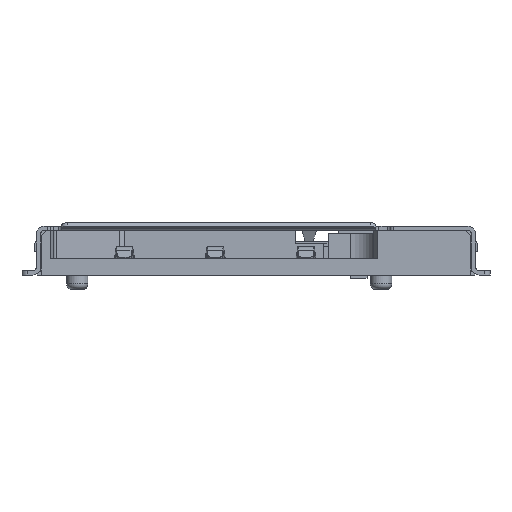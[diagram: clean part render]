
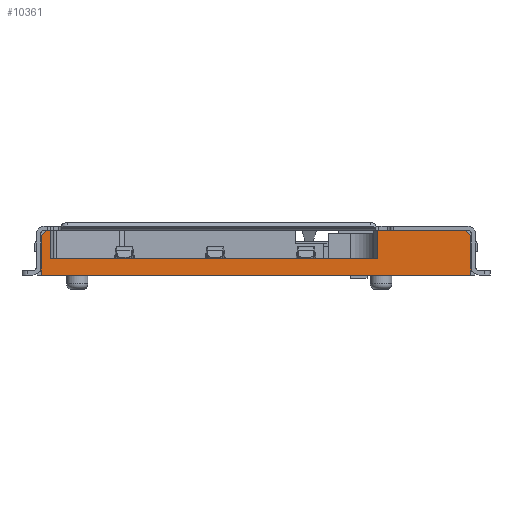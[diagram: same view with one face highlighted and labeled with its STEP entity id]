
A CAD part, front view. The second image highlights one B-rep face of the part: STEP entity #10361.
In plain terms, the highlighted planar face has unit normal (0, -1, 0).
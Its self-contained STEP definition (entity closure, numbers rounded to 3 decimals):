
#1075=ORIENTED_EDGE('',*,*,#4041,.T.);
#1076=ORIENTED_EDGE('',*,*,#4042,.T.);
#1077=ORIENTED_EDGE('',*,*,#3753,.F.);
#1078=ORIENTED_EDGE('',*,*,#3778,.T.);
#1079=ORIENTED_EDGE('',*,*,#4029,.T.);
#1080=ORIENTED_EDGE('',*,*,#3906,.T.);
#1081=ORIENTED_EDGE('',*,*,#4025,.F.);
#1082=ORIENTED_EDGE('',*,*,#3792,.T.);
#1083=ORIENTED_EDGE('',*,*,#3700,.F.);
#1084=ORIENTED_EDGE('',*,*,#4043,.T.);
#3700=EDGE_CURVE('',#5247,#5248,#6278,.T.);
#3753=EDGE_CURVE('',#5299,#5300,#6328,.T.);
#3778=EDGE_CURVE('',#5299,#5317,#6353,.T.);
#3792=EDGE_CURVE('',#5327,#5248,#6367,.T.);
#3906=EDGE_CURVE('',#5417,#5416,#6464,.T.);
#4025=EDGE_CURVE('',#5327,#5416,#6559,.T.);
#4029=EDGE_CURVE('',#5317,#5417,#6563,.T.);
#4041=EDGE_CURVE('',#5507,#5508,#6575,.T.);
#4042=EDGE_CURVE('',#5508,#5300,#6576,.T.);
#4043=EDGE_CURVE('',#5247,#5507,#6577,.T.);
#5247=VERTEX_POINT('',#14801);
#5248=VERTEX_POINT('',#14803);
#5299=VERTEX_POINT('',#14912);
#5300=VERTEX_POINT('',#14913);
#5317=VERTEX_POINT('',#14959);
#5327=VERTEX_POINT('',#14989);
#5416=VERTEX_POINT('',#15210);
#5417=VERTEX_POINT('',#15212);
#5507=VERTEX_POINT('',#15470);
#5508=VERTEX_POINT('',#15471);
#6278=LINE('',#14802,#7491);
#6328=LINE('',#14911,#7541);
#6353=LINE('',#14960,#7566);
#6367=LINE('',#14988,#7580);
#6464=LINE('',#15211,#7677);
#6559=LINE('',#15443,#7772);
#6563=LINE('',#15450,#7776);
#6575=LINE('',#15469,#7788);
#6576=LINE('',#15472,#7789);
#6577=LINE('',#15473,#7790);
#7491=VECTOR('',#11828,1000.);
#7541=VECTOR('',#11894,1000.);
#7566=VECTOR('',#11929,1000.);
#7580=VECTOR('',#11953,1000.);
#7677=VECTOR('',#12122,1000.);
#7772=VECTOR('',#12327,1000.);
#7776=VECTOR('',#12333,1000.);
#7788=VECTOR('',#12347,1000.);
#7789=VECTOR('',#12348,1000.);
#7790=VECTOR('',#12349,1000.);
#8776=EDGE_LOOP('',(#1075,#1076,#1077,#1078,#1079,#1080,#1081,#1082,#1083,
#1084));
#9390=FACE_BOUND('',#8776,.T.);
#9973=PLANE('',#11044);
#10361=ADVANCED_FACE('',(#9390),#9973,.F.);
#11044=AXIS2_PLACEMENT_3D('',#15468,#12345,#12346);
#11828=DIRECTION('',(1.,0.,0.));
#11894=DIRECTION('',(1.,0.,0.));
#11929=DIRECTION('',(-0.707,0.,-0.707));
#11953=DIRECTION('',(-0.707,0.,0.707));
#12122=DIRECTION('',(1.,0.,0.));
#12327=DIRECTION('',(0.,0.,-1.));
#12333=DIRECTION('',(0.,0.,-1.));
#12345=DIRECTION('',(0.,1.,0.));
#12346=DIRECTION('',(-1.,0.,0.));
#12347=DIRECTION('',(-1.,0.,0.));
#12348=DIRECTION('',(0.,0.,1.));
#12349=DIRECTION('',(0.,0.,-1.));
#14801=CARTESIAN_POINT('',(3.4,-6.75,1.25));
#14802=CARTESIAN_POINT('',(-6.,-6.75,1.25));
#14803=CARTESIAN_POINT('',(5.85,-6.75,1.25));
#14911=CARTESIAN_POINT('',(-6.,-6.75,1.25));
#14912=CARTESIAN_POINT('',(-5.85,-6.75,1.25));
#14913=CARTESIAN_POINT('',(-5.75,-6.75,1.25));
#14959=CARTESIAN_POINT('',(-6.,-6.75,1.1));
#14960=CARTESIAN_POINT('',(-5.85,-6.75,1.25));
#14988=CARTESIAN_POINT('',(5.85,-6.75,1.25));
#14989=CARTESIAN_POINT('',(6.,-6.75,1.1));
#15210=CARTESIAN_POINT('',(6.,-6.75,0.));
#15211=CARTESIAN_POINT('',(-6.,-6.75,0.));
#15212=CARTESIAN_POINT('',(-6.,-6.75,0.));
#15443=CARTESIAN_POINT('',(6.,-6.75,1.25));
#15450=CARTESIAN_POINT('',(-6.,-6.75,1.25));
#15468=CARTESIAN_POINT('',(-6.,-6.75,1.25));
#15469=CARTESIAN_POINT('',(3.3,-6.75,0.45));
#15470=CARTESIAN_POINT('',(3.4,-6.75,0.45));
#15471=CARTESIAN_POINT('',(-5.75,-6.75,0.45));
#15472=CARTESIAN_POINT('',(-5.75,-6.75,1.25));
#15473=CARTESIAN_POINT('',(3.4,-6.75,0.45));
